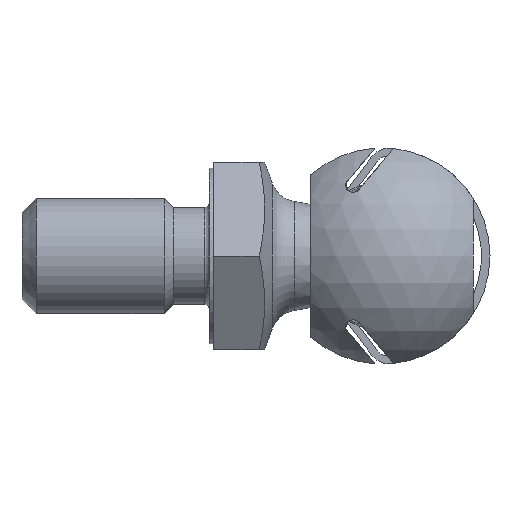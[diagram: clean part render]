
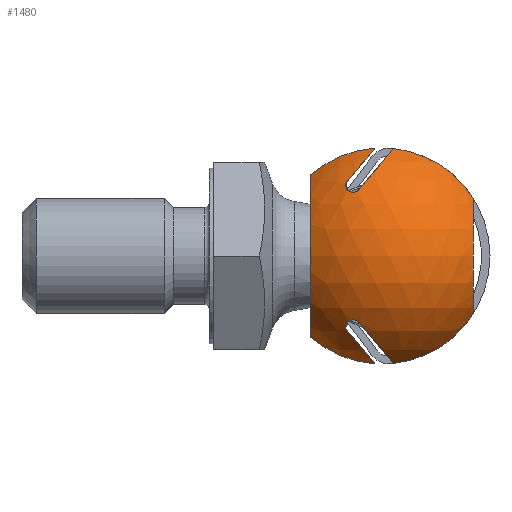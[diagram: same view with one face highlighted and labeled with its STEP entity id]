
A CAD part, front view. The second image highlights one B-rep face of the part: STEP entity #1480.
In plain terms, the highlighted spherical face has radius 8.25 mm.
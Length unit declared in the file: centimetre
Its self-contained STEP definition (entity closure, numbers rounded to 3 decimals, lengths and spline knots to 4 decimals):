
#20=SPHERICAL_SURFACE($,#1609,0.825);
#307=B_SPLINE_CURVE_WITH_KNOTS($,3,(#2586,#2587,#2588,#2589,#2590,#2591,
#2592,#2593,#2594,#2595,#2596,#2597,#2598,#2599,#2600,#2601,#2602,#2603,
#2604),.UNSPECIFIED.,.F.,.F.,(4,2,2,2,3,2,2,2,4),(-0.0869,-0.0688,
-0.0475,-0.0239,0.,0.0236,
0.0439,0.0622,0.0799),.UNSPECIFIED.);
#308=B_SPLINE_CURVE_WITH_KNOTS($,3,(#2614,#2615,#2616,#2617,#2618,#2619,
#2620,#2621,#2622,#2623,#2624,#2625,#2626,#2627,#2628,#2629,#2630,#2631,
#2632),.UNSPECIFIED.,.F.,.F.,(4,2,2,2,3,2,2,2,4),(0.2534,0.2712,
0.2894,0.3097,0.3333,0.3573,
0.3808,0.4021,0.4202),.UNSPECIFIED.);
#331=FACE_OUTER_BOUND($,#427,.T.);
#427=EDGE_LOOP($,(#1109,#1110,#1111,#1112,#1113,#1114,#1115,#1116,#1117,
#1118,#1119,#1120));
#513=CIRCLE($,#1563,0.7109);
#520=CIRCLE($,#1571,0.7109);
#522=CIRCLE($,#1574,0.5267);
#541=CIRCLE($,#1605,0.6417);
#543=CIRCLE($,#1610,0.75);
#544=CIRCLE($,#1611,0.66);
#545=CIRCLE($,#1612,0.75);
#546=CIRCLE($,#1613,0.6417);
#547=CIRCLE($,#1614,0.75);
#548=CIRCLE($,#1615,0.75);
#626=VERTEX_POINT($,#2335);
#627=VERTEX_POINT($,#2337);
#642=VERTEX_POINT($,#2384);
#643=VERTEX_POINT($,#2386);
#662=VERTEX_POINT($,#2425);
#663=VERTEX_POINT($,#2427);
#689=VERTEX_POINT($,#2579);
#690=VERTEX_POINT($,#2581);
#691=VERTEX_POINT($,#2606);
#692=VERTEX_POINT($,#2608);
#693=VERTEX_POINT($,#2610);
#694=VERTEX_POINT($,#2612);
#781=EDGE_CURVE($,#626,#627,#513,.T.);
#799=EDGE_CURVE($,#642,#643,#520,.T.);
#819=EDGE_CURVE($,#662,#663,#522,.T.);
#856=EDGE_CURVE($,#689,#690,#541,.T.);
#858=EDGE_CURVE($,#690,#642,#307,.T.);
#859=EDGE_CURVE($,#689,#691,#543,.T.);
#860=EDGE_CURVE($,#692,#691,#544,.T.);
#861=EDGE_CURVE($,#692,#693,#545,.T.);
#862=EDGE_CURVE($,#694,#693,#546,.T.);
#863=EDGE_CURVE($,#627,#694,#308,.T.);
#864=EDGE_CURVE($,#626,#663,#547,.T.);
#865=EDGE_CURVE($,#662,#643,#548,.T.);
#1109=ORIENTED_EDGE($,*,*,#799,.F.);
#1110=ORIENTED_EDGE($,*,*,#858,.F.);
#1111=ORIENTED_EDGE($,*,*,#856,.F.);
#1112=ORIENTED_EDGE($,*,*,#859,.T.);
#1113=ORIENTED_EDGE($,*,*,#860,.F.);
#1114=ORIENTED_EDGE($,*,*,#861,.T.);
#1115=ORIENTED_EDGE($,*,*,#862,.F.);
#1116=ORIENTED_EDGE($,*,*,#863,.F.);
#1117=ORIENTED_EDGE($,*,*,#781,.F.);
#1118=ORIENTED_EDGE($,*,*,#864,.T.);
#1119=ORIENTED_EDGE($,*,*,#819,.F.);
#1120=ORIENTED_EDGE($,*,*,#865,.T.);
#1480=ADVANCED_FACE($,(#331),#20,.T.);
#1563=AXIS2_PLACEMENT_3D($,#2338,#1770,#1771);
#1571=AXIS2_PLACEMENT_3D($,#2387,#1795,#1796);
#1574=AXIS2_PLACEMENT_3D($,#2428,#1819,#1820);
#1605=AXIS2_PLACEMENT_3D($,#2582,#1893,#1894);
#1609=AXIS2_PLACEMENT_3D($,#2605,#1901,#1902);
#1610=AXIS2_PLACEMENT_3D($,#2607,#1903,#1904);
#1611=AXIS2_PLACEMENT_3D($,#2609,#1905,#1906);
#1612=AXIS2_PLACEMENT_3D($,#2611,#1907,#1908);
#1613=AXIS2_PLACEMENT_3D($,#2613,#1909,#1910);
#1614=AXIS2_PLACEMENT_3D($,#2633,#1911,#1912);
#1615=AXIS2_PLACEMENT_3D($,#2634,#1913,#1914);
#1770=DIRECTION('center_axis',(-0.766,0.,-0.643));
#1771=DIRECTION('ref_axis',(0.643,0.,-0.766));
#1795=DIRECTION('center_axis',(-0.766,0.,0.643));
#1796=DIRECTION('ref_axis',(-0.643,0.,-0.766));
#1819=DIRECTION('center_axis',(1.,0.,0.));
#1820=DIRECTION('ref_axis',(0.,0.,1.));
#1893=DIRECTION('center_axis',(0.766,0.,-0.643));
#1894=DIRECTION('ref_axis',(0.643,0.,0.766));
#1901=DIRECTION('center_axis',(0.,0.,1.));
#1902=DIRECTION('ref_axis',(0.,1.,0.));
#1903=DIRECTION('center_axis',(0.,-1.,0.));
#1904=DIRECTION('ref_axis',(0.,0.,1.));
#1905=DIRECTION('center_axis',(-1.,0.,0.));
#1906=DIRECTION('ref_axis',(0.,0.,-1.));
#1907=DIRECTION('center_axis',(0.,-1.,0.));
#1908=DIRECTION('ref_axis',(0.,0.,1.));
#1909=DIRECTION('center_axis',(0.766,0.,0.643));
#1910=DIRECTION('ref_axis',(-0.643,0.,0.766));
#1911=DIRECTION('center_axis',(0.,-1.,0.));
#1912=DIRECTION('ref_axis',(0.,0.,1.));
#1913=DIRECTION('center_axis',(0.,-1.,0.));
#1914=DIRECTION('ref_axis',(0.,0.,1.));
#2335=CARTESIAN_POINT('',(0.0794,-2.5901,-0.7458));
#2337=CARTESIAN_POINT('',(-0.1595,-2.9117,-0.4611));
#2338=CARTESIAN_POINT('Origin',(-0.3206,-2.2464,-0.269));
#2384=CARTESIAN_POINT('',(-0.1595,-2.9117,0.4611));
#2386=CARTESIAN_POINT('',(0.0794,-2.5901,0.7458));
#2387=CARTESIAN_POINT('Origin',(-0.3206,-2.2464,0.269));
#2425=CARTESIAN_POINT('',(0.635,-2.5901,0.3991));
#2427=CARTESIAN_POINT('',(0.635,-2.5901,-0.3991));
#2428=CARTESIAN_POINT('Origin',(0.635,-2.2464,0.));
#2579=CARTESIAN_POINT('',(-0.049,-2.5901,0.7484));
#2581=CARTESIAN_POINT('',(-0.2434,-2.8417,0.5167));
#2582=CARTESIAN_POINT('Origin',(-0.3972,-2.2464,0.3333));
#2586=CARTESIAN_POINT('Ctrl Pts',(-0.2434,-2.8417,
0.5167));
#2587=CARTESIAN_POINT('Ctrl Pts',(-0.247,-2.844,
0.5124));
#2588=CARTESIAN_POINT('Ctrl Pts',(-0.25,-2.8475,
0.5068));
#2589=CARTESIAN_POINT('Ctrl Pts',(-0.2533,-2.8548,
0.4964));
#2590=CARTESIAN_POINT('Ctrl Pts',(-0.2537,-2.86,
0.4897));
#2591=CARTESIAN_POINT('Ctrl Pts',(-0.2522,-2.8696,
0.4783));
#2592=CARTESIAN_POINT('Ctrl Pts',(-0.2496,-2.8757,
0.4716));
#2593=CARTESIAN_POINT('Ctrl Pts',(-0.2429,-2.8858,0.4614));
#2594=CARTESIAN_POINT('Ctrl Pts',(-0.2376,-2.8916,
0.456));
#2595=CARTESIAN_POINT('Ctrl Pts',(-0.2321,-2.8961,
0.4524));
#2596=CARTESIAN_POINT('Ctrl Pts',(-0.2267,-2.9005,0.4488));
#2597=CARTESIAN_POINT('Ctrl Pts',(-0.2191,-2.9053,
0.4456));
#2598=CARTESIAN_POINT('Ctrl Pts',(-0.2061,-2.9112,0.443));
#2599=CARTESIAN_POINT('Ctrl Pts',(-0.1983,-2.9138,
0.4427));
#2600=CARTESIAN_POINT('Ctrl Pts',(-0.1858,-2.9161,
0.4445));
#2601=CARTESIAN_POINT('Ctrl Pts',(-0.1789,-2.9165,
0.4468));
#2602=CARTESIAN_POINT('Ctrl Pts',(-0.1684,-2.9154,
0.4525));
#2603=CARTESIAN_POINT('Ctrl Pts',(-0.1631,-2.9138,0.4568));
#2604=CARTESIAN_POINT('Ctrl Pts',(-0.1595,-2.9117,
0.4611));
#2605=CARTESIAN_POINT('Origin',(0.,-2.2464,0.));
#2606=CARTESIAN_POINT('',(-0.495,-2.5901,0.5634));
#2607=CARTESIAN_POINT('Origin',(0.,-2.5901,0.));
#2608=CARTESIAN_POINT('',(-0.495,-2.5901,-0.5634));
#2609=CARTESIAN_POINT('Origin',(-0.495,-2.2464,0.));
#2610=CARTESIAN_POINT('',(-0.049,-2.5901,-0.7484));
#2611=CARTESIAN_POINT('Origin',(0.,-2.5901,0.));
#2612=CARTESIAN_POINT('',(-0.2434,-2.8417,-0.5167));
#2613=CARTESIAN_POINT('Origin',(-0.3972,-2.2464,-0.3333));
#2614=CARTESIAN_POINT('Ctrl Pts',(-0.1595,-2.9117,
-0.4611));
#2615=CARTESIAN_POINT('Ctrl Pts',(-0.1631,-2.9138,-0.4568));
#2616=CARTESIAN_POINT('Ctrl Pts',(-0.1684,-2.9154,
-0.4525));
#2617=CARTESIAN_POINT('Ctrl Pts',(-0.1789,-2.9165,
-0.4468));
#2618=CARTESIAN_POINT('Ctrl Pts',(-0.1858,-2.9161,
-0.4445));
#2619=CARTESIAN_POINT('Ctrl Pts',(-0.1983,-2.9138,
-0.4427));
#2620=CARTESIAN_POINT('Ctrl Pts',(-0.2061,-2.9112,-0.443));
#2621=CARTESIAN_POINT('Ctrl Pts',(-0.2191,-2.9053,
-0.4456));
#2622=CARTESIAN_POINT('Ctrl Pts',(-0.2267,-2.9005,-0.4488));
#2623=CARTESIAN_POINT('Ctrl Pts',(-0.2321,-2.8961,
-0.4524));
#2624=CARTESIAN_POINT('Ctrl Pts',(-0.2376,-2.8916,
-0.456));
#2625=CARTESIAN_POINT('Ctrl Pts',(-0.2429,-2.8858,-0.4614));
#2626=CARTESIAN_POINT('Ctrl Pts',(-0.2496,-2.8757,
-0.4716));
#2627=CARTESIAN_POINT('Ctrl Pts',(-0.2522,-2.8696,
-0.4783));
#2628=CARTESIAN_POINT('Ctrl Pts',(-0.2537,-2.86,
-0.4897));
#2629=CARTESIAN_POINT('Ctrl Pts',(-0.2533,-2.8548,
-0.4964));
#2630=CARTESIAN_POINT('Ctrl Pts',(-0.25,-2.8475,
-0.5068));
#2631=CARTESIAN_POINT('Ctrl Pts',(-0.247,-2.844,
-0.5124));
#2632=CARTESIAN_POINT('Ctrl Pts',(-0.2434,-2.8417,
-0.5167));
#2633=CARTESIAN_POINT('Origin',(0.,-2.5901,0.));
#2634=CARTESIAN_POINT('Origin',(0.,-2.5901,0.));
